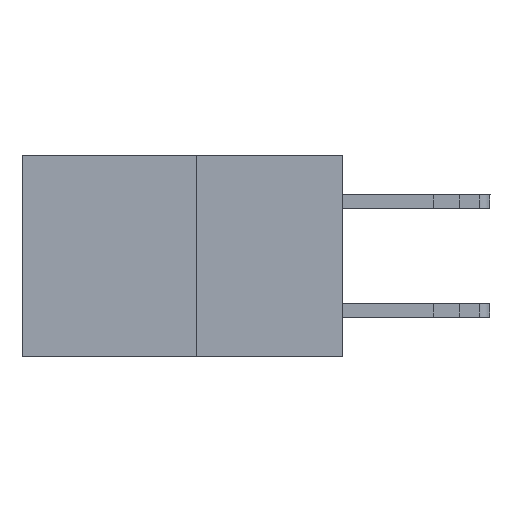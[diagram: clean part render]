
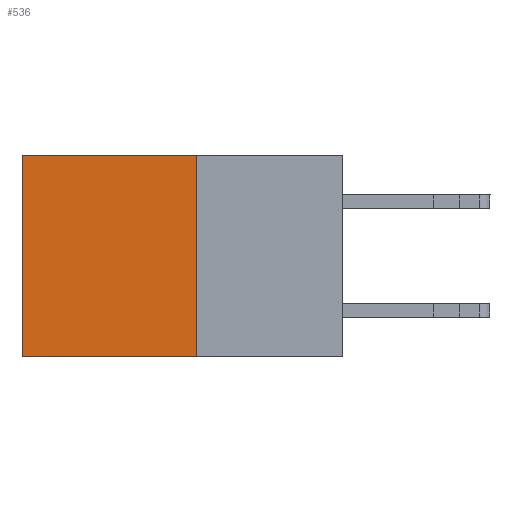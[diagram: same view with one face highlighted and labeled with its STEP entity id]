
A CAD part, left-side view. The second image highlights one B-rep face of the part: STEP entity #536.
In plain terms, the highlighted planar face has unit normal (-1, 0, 0).
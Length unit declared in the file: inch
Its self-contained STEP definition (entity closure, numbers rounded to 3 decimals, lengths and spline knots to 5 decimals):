
#521 = VERTEX_POINT ( 'NONE', #11763 ) ;
#536 = ADVANCED_FACE ( 'NONE', ( #10253 ), #14854, .F. ) ;
#861 = VECTOR ( 'NONE', #17730, 39.37008 ) ;
#995 = CARTESIAN_POINT ( 'NONE',  ( 0.277, 0.27, 0. ) ) ;
#1168 = VERTEX_POINT ( 'NONE', #12998 ) ;
#2046 = ORIENTED_EDGE ( 'NONE', *, *, #15474, .F. ) ;
#2061 = ORIENTED_EDGE ( 'NONE', *, *, #13087, .T. ) ;
#2658 = LINE ( 'NONE', #16197, #13578 ) ;
#2665 = CARTESIAN_POINT ( 'NONE',  ( 0.277, 0.59, -0.37 ) ) ;
#2765 = VERTEX_POINT ( 'NONE', #6105 ) ;
#2989 = CARTESIAN_POINT ( 'NONE',  ( 0.277, 0.27, -0.37 ) ) ;
#3781 = VECTOR ( 'NONE', #13615, 39.37008 ) ;
#4325 = EDGE_LOOP ( 'NONE', ( #2061, #4327, #2046, #11590 ) ) ;
#4327 = ORIENTED_EDGE ( 'NONE', *, *, #14969, .F. ) ;
#4814 = CARTESIAN_POINT ( 'NONE',  ( 0.277, 0.27, -0.37 ) ) ;
#5504 = DIRECTION ( 'NONE',  ( 0., 1., 0. ) ) ;
#6105 = CARTESIAN_POINT ( 'NONE',  ( 0.277, 0.27, 0. ) ) ;
#7935 = DIRECTION ( 'NONE',  ( 0., 0., -1. ) ) ;
#8310 = AXIS2_PLACEMENT_3D ( 'NONE', #4814, #15554, #7935 ) ;
#8558 = VECTOR ( 'NONE', #5504, 39.37008 ) ;
#8769 = DIRECTION ( 'NONE',  ( 0., 0., -1. ) ) ;
#10253 = FACE_OUTER_BOUND ( 'NONE', #4325, .T. ) ;
#11590 = ORIENTED_EDGE ( 'NONE', *, *, #14133, .T. ) ;
#11763 = CARTESIAN_POINT ( 'NONE',  ( 0.277, 0.59, -0.37 ) ) ;
#12324 = LINE ( 'NONE', #2989, #3781 ) ;
#12486 = CARTESIAN_POINT ( 'NONE',  ( 0.277, 0.59, 0. ) ) ;
#12806 = VERTEX_POINT ( 'NONE', #12486 ) ;
#12998 = CARTESIAN_POINT ( 'NONE',  ( 0.277, 0.27, -0.37 ) ) ;
#13087 = EDGE_CURVE ( 'NONE', #12806, #521, #19322, .T. ) ;
#13578 = VECTOR ( 'NONE', #8769, 39.37008 ) ;
#13615 = DIRECTION ( 'NONE',  ( 0., 1., 0. ) ) ;
#14133 = EDGE_CURVE ( 'NONE', #2765, #12806, #19641, .T. ) ;
#14854 = PLANE ( 'NONE',  #8310 ) ;
#14969 = EDGE_CURVE ( 'NONE', #1168, #521, #12324, .T. ) ;
#15474 = EDGE_CURVE ( 'NONE', #2765, #1168, #2658, .T. ) ;
#15554 = DIRECTION ( 'NONE',  ( 1., 0., 0. ) ) ;
#16197 = CARTESIAN_POINT ( 'NONE',  ( 0.277, 0.27, -0.37 ) ) ;
#17730 = DIRECTION ( 'NONE',  ( 0., 0., -1. ) ) ;
#19322 = LINE ( 'NONE', #2665, #861 ) ;
#19641 = LINE ( 'NONE', #995, #8558 ) ;
